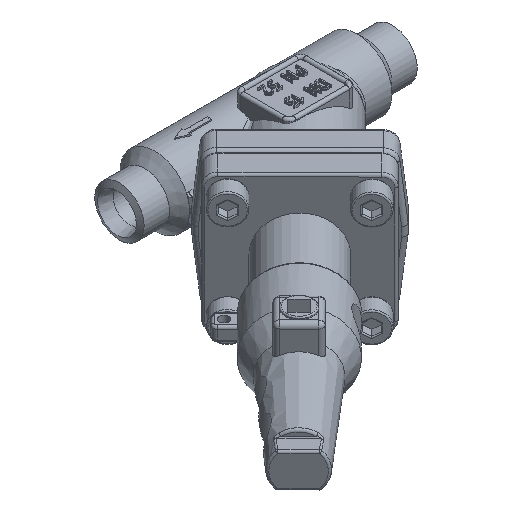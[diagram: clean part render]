
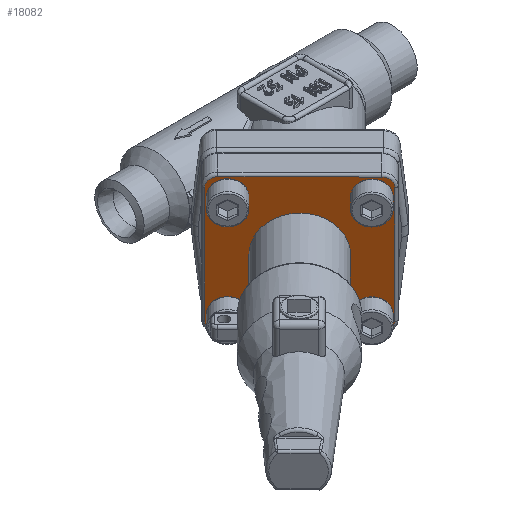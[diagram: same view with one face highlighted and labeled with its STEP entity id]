
A CAD part, isometric view. The second image highlights one B-rep face of the part: STEP entity #18082.
In plain terms, the highlighted face is planar.
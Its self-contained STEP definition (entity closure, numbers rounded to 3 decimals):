
#17815=CARTESIAN_POINT('',(-26.,22.,12.));
#17816=VERTEX_POINT('',#17815);
#17831=CARTESIAN_POINT('',(-22.,22.,12.));
#17832=DIRECTION('',(0.,0.,1.));
#17833=DIRECTION('',(-1.,0.,0.));
#17834=AXIS2_PLACEMENT_3D('',#17831,#17832,#17833);
#17835=CIRCLE('',#17834,4.);
#17836=EDGE_CURVE('',#17816,#17816,#17835,.T.);
#17849=CARTESIAN_POINT('',(-26.,-22.,12.));
#17850=VERTEX_POINT('',#17849);
#17865=CARTESIAN_POINT('',(-22.,-22.,12.));
#17866=DIRECTION('',(0.,0.,1.));
#17867=DIRECTION('',(-1.,0.,0.));
#17868=AXIS2_PLACEMENT_3D('',#17865,#17866,#17867);
#17869=CIRCLE('',#17868,4.);
#17870=EDGE_CURVE('',#17850,#17850,#17869,.T.);
#17883=CARTESIAN_POINT('',(18.,-22.,12.));
#17884=VERTEX_POINT('',#17883);
#17899=CARTESIAN_POINT('',(22.,-22.,12.));
#17900=DIRECTION('',(0.,0.,1.));
#17901=DIRECTION('',(-1.,0.,0.));
#17902=AXIS2_PLACEMENT_3D('',#17899,#17900,#17901);
#17903=CIRCLE('',#17902,4.);
#17904=EDGE_CURVE('',#17884,#17884,#17903,.T.);
#17957=CARTESIAN_POINT('',(18.,22.,12.));
#17958=VERTEX_POINT('',#17957);
#17973=CARTESIAN_POINT('',(22.,22.,12.));
#17974=DIRECTION('',(0.,0.,1.));
#17975=DIRECTION('',(-1.,0.,0.));
#17976=AXIS2_PLACEMENT_3D('',#17973,#17974,#17975);
#17977=CIRCLE('',#17976,4.);
#17978=EDGE_CURVE('',#17958,#17958,#17977,.T.);
#17984=CARTESIAN_POINT('',(0.,0.,12.));
#17985=DIRECTION('',(0.,0.,1.));
#17986=DIRECTION('',(-1.,0.,0.));
#17987=AXIS2_PLACEMENT_3D('',#17984,#17985,#17986);
#17988=PLANE('',#17987);
#17989=CARTESIAN_POINT('',(-15.5,0.,12.));
#17990=VERTEX_POINT('',#17989);
#17991=CARTESIAN_POINT('',(0.,0.,12.));
#17992=DIRECTION('',(0.,0.,1.));
#17993=DIRECTION('',(-1.,-0.,0.));
#17994=AXIS2_PLACEMENT_3D('',#17991,#17992,#17993);
#17995=CIRCLE('',#17994,15.5);
#17996=EDGE_CURVE('',#17990,#17990,#17995,.T.);
#17997=ORIENTED_EDGE('',*,*,#17996,.F.);
#17998=EDGE_LOOP('',(#17997));
#17999=FACE_BOUND('',#17998,.T.);
#18000=CARTESIAN_POINT('',(25.,-29.,12.));
#18001=VERTEX_POINT('',#18000);
#18002=CARTESIAN_POINT('',(29.,-25.,12.));
#18003=VERTEX_POINT('',#18002);
#18004=CARTESIAN_POINT('',(25.,-25.,12.));
#18005=DIRECTION('',(0.,0.,1.));
#18006=DIRECTION('',(1.,0.,-0.));
#18007=AXIS2_PLACEMENT_3D('',#18004,#18005,#18006);
#18008=CIRCLE('',#18007,4.);
#18009=EDGE_CURVE('',#18001,#18003,#18008,.T.);
#18010=ORIENTED_EDGE('',*,*,#18009,.T.);
#18011=CARTESIAN_POINT('',(29.,25.,12.));
#18012=VERTEX_POINT('',#18011);
#18013=CARTESIAN_POINT('',(29.,-25.,12.));
#18014=DIRECTION('',(0.,1.,0.));
#18015=VECTOR('',#18014,50.);
#18016=LINE('',#18013,#18015);
#18017=EDGE_CURVE('',#18003,#18012,#18016,.T.);
#18018=ORIENTED_EDGE('',*,*,#18017,.T.);
#18019=CARTESIAN_POINT('',(25.,29.,12.));
#18020=VERTEX_POINT('',#18019);
#18021=CARTESIAN_POINT('',(25.,25.,12.));
#18022=DIRECTION('',(0.,0.,1.));
#18023=DIRECTION('',(1.,0.,-0.));
#18024=AXIS2_PLACEMENT_3D('',#18021,#18022,#18023);
#18025=CIRCLE('',#18024,4.);
#18026=EDGE_CURVE('',#18012,#18020,#18025,.T.);
#18027=ORIENTED_EDGE('',*,*,#18026,.T.);
#18028=CARTESIAN_POINT('',(-25.,29.,12.));
#18029=VERTEX_POINT('',#18028);
#18030=CARTESIAN_POINT('',(25.,29.,12.));
#18031=DIRECTION('',(-1.,0.,0.));
#18032=VECTOR('',#18031,50.);
#18033=LINE('',#18030,#18032);
#18034=EDGE_CURVE('',#18020,#18029,#18033,.T.);
#18035=ORIENTED_EDGE('',*,*,#18034,.T.);
#18036=CARTESIAN_POINT('',(-29.,25.,12.));
#18037=VERTEX_POINT('',#18036);
#18038=CARTESIAN_POINT('',(-25.,25.,12.));
#18039=DIRECTION('',(0.,0.,1.));
#18040=DIRECTION('',(1.,0.,-0.));
#18041=AXIS2_PLACEMENT_3D('',#18038,#18039,#18040);
#18042=CIRCLE('',#18041,4.);
#18043=EDGE_CURVE('',#18029,#18037,#18042,.T.);
#18044=ORIENTED_EDGE('',*,*,#18043,.T.);
#18045=CARTESIAN_POINT('',(-29.,-25.,12.));
#18046=VERTEX_POINT('',#18045);
#18047=CARTESIAN_POINT('',(-29.,25.,12.));
#18048=DIRECTION('',(0.,-1.,0.));
#18049=VECTOR('',#18048,50.);
#18050=LINE('',#18047,#18049);
#18051=EDGE_CURVE('',#18037,#18046,#18050,.T.);
#18052=ORIENTED_EDGE('',*,*,#18051,.T.);
#18053=CARTESIAN_POINT('',(-25.,-29.,12.));
#18054=VERTEX_POINT('',#18053);
#18055=CARTESIAN_POINT('',(-25.,-25.,12.));
#18056=DIRECTION('',(0.,0.,1.));
#18057=DIRECTION('',(1.,0.,-0.));
#18058=AXIS2_PLACEMENT_3D('',#18055,#18056,#18057);
#18059=CIRCLE('',#18058,4.);
#18060=EDGE_CURVE('',#18046,#18054,#18059,.T.);
#18061=ORIENTED_EDGE('',*,*,#18060,.T.);
#18062=CARTESIAN_POINT('',(-25.,-29.,12.));
#18063=DIRECTION('',(1.,0.,-0.));
#18064=VECTOR('',#18063,50.);
#18065=LINE('',#18062,#18064);
#18066=EDGE_CURVE('',#18054,#18001,#18065,.T.);
#18067=ORIENTED_EDGE('',*,*,#18066,.T.);
#18068=EDGE_LOOP('',(#18010,#18018,#18027,#18035,#18044,#18052,#18061,#18067));
#18069=FACE_BOUND('',#18068,.T.);
#18070=ORIENTED_EDGE('',*,*,#17904,.F.);
#18071=EDGE_LOOP('',(#18070));
#18072=FACE_BOUND('',#18071,.T.);
#18073=ORIENTED_EDGE('',*,*,#17870,.F.);
#18074=EDGE_LOOP('',(#18073));
#18075=FACE_BOUND('',#18074,.T.);
#18076=ORIENTED_EDGE('',*,*,#17836,.F.);
#18077=EDGE_LOOP('',(#18076));
#18078=FACE_BOUND('',#18077,.T.);
#18079=ORIENTED_EDGE('',*,*,#17978,.F.);
#18080=EDGE_LOOP('',(#18079));
#18081=FACE_BOUND('',#18080,.T.);
#18082=ADVANCED_FACE('',(#17999,#18069,#18072,#18075,#18078,#18081),#17988,.T.);
